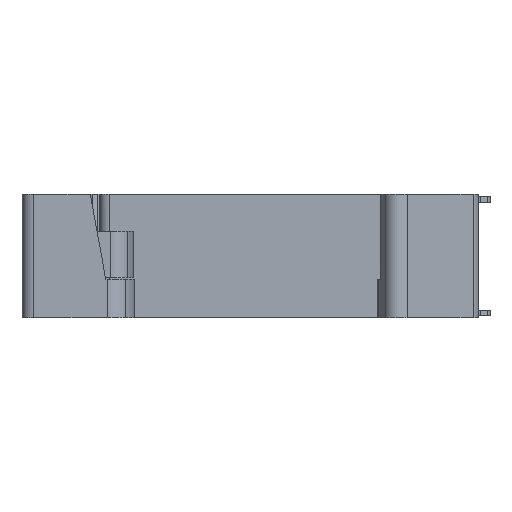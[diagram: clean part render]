
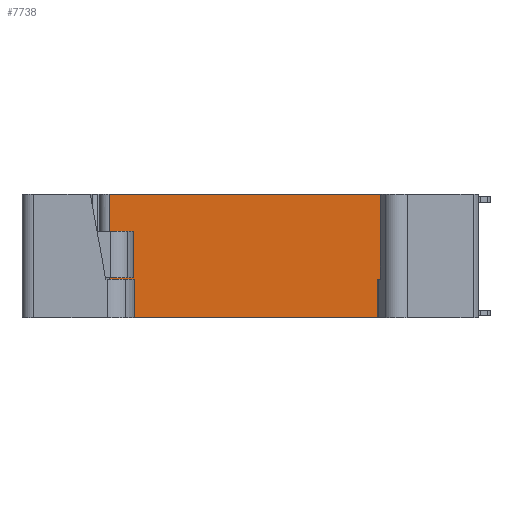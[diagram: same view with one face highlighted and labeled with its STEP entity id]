
A CAD part, front view. The second image highlights one B-rep face of the part: STEP entity #7738.
In plain terms, the highlighted planar face has unit normal (0, -1, 0).
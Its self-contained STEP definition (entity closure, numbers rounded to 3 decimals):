
#131=DIRECTION('',(1.,0.,0.));
#132=VECTOR('',#131,1.101);
#133=CARTESIAN_POINT('',(-18.295,-41.025,-3.));
#134=LINE('',#133,#132);
#498=DIRECTION('',(-1.,0.,0.));
#499=VECTOR('',#498,42.895);
#500=CARTESIAN_POINT('',(22.995,-41.025,8.));
#501=LINE('',#500,#499);
#777=DIRECTION('',(1.,0.,0.));
#778=VECTOR('',#777,1.605);
#779=CARTESIAN_POINT('',(-19.9,-41.025,-8.));
#780=LINE('',#779,#778);
#870=DIRECTION('',(0.,0.,-1.));
#871=VECTOR('',#870,11.);
#872=CARTESIAN_POINT('',(22.995,-41.025,8.));
#873=LINE('',#872,#871);
#874=DIRECTION('',(-1.,0.,0.));
#875=VECTOR('',#874,34.695);
#876=CARTESIAN_POINT('',(17.5,-41.025,-8.));
#877=LINE('',#876,#875);
#878=DIRECTION('',(1.,0.,0.));
#879=VECTOR('',#878,1.974);
#880=CARTESIAN_POINT('',(-18.978,-41.025,
-2.8));
#881=LINE('',#880,#879);
#882=DIRECTION('',(1.,0.,0.));
#883=VECTOR('',#882,4.7);
#884=CARTESIAN_POINT('',(17.494,-41.025,-2.8));
#885=LINE('',#884,#883);
#890=DIRECTION('',(0.,0.,1.));
#891=VECTOR('',#890,5.);
#892=CARTESIAN_POINT('',(-18.295,-41.025,-8.));
#893=LINE('',#892,#891);
#938=DIRECTION('',(0.,0.,-1.));
#939=VECTOR('',#938,16.);
#940=CARTESIAN_POINT('',(-19.9,-41.025,8.));
#941=LINE('',#940,#939);
#954=DIRECTION('',(1.,0.,0.));
#955=VECTOR('',#954,5.495);
#956=CARTESIAN_POINT('',(17.5,-41.025,-3.));
#957=LINE('',#956,#955);
#4924=DIRECTION('',(0.,0.,1.));
#4925=VECTOR('',#4924,5.);
#4926=CARTESIAN_POINT('',(17.5,-41.025,-8.));
#4927=LINE('',#4926,#4925);
#4928=DIRECTION('',(0.,0.,-1.));
#4929=VECTOR('',#4928,5.);
#4930=CARTESIAN_POINT('',(-17.195,-41.025,-3.));
#4931=LINE('',#4930,#4929);
#5034=DIRECTION('',(0.,0.,1.));
#5035=VECTOR('',#5034,6.);
#5036=CARTESIAN_POINT('',(-18.978,-41.025,
-2.8));
#5037=LINE('',#5036,#5035);
#5134=DIRECTION('',(0.,0.,-1.));
#5135=VECTOR('',#5134,6.);
#5136=CARTESIAN_POINT('',(-17.003,-41.025,
3.2));
#5137=LINE('',#5136,#5135);
#5142=DIRECTION('',(1.,0.,0.));
#5143=VECTOR('',#5142,1.974);
#5144=CARTESIAN_POINT('',(-18.978,-41.025,
3.2));
#5145=LINE('',#5144,#5143);
#5283=DIRECTION('',(0.,0.,1.));
#5284=VECTOR('',#5283,6.);
#5285=CARTESIAN_POINT('',(17.494,-41.025,
-2.8));
#5286=LINE('',#5285,#5284);
#5319=DIRECTION('',(0.,0.,-1.));
#5320=VECTOR('',#5319,6.);
#5321=CARTESIAN_POINT('',(22.193,-41.025,3.2));
#5322=LINE('',#5321,#5320);
#5323=DIRECTION('',(1.,0.,0.));
#5324=VECTOR('',#5323,4.7);
#5325=CARTESIAN_POINT('',(17.494,-41.025,3.2));
#5326=LINE('',#5325,#5324);
#5530=CARTESIAN_POINT('',(-18.295,-41.025,-3.));
#5531=VERTEX_POINT('',#5530);
#5532=CARTESIAN_POINT('',(-17.195,-41.025,-3.));
#5533=VERTEX_POINT('',#5532);
#5716=CARTESIAN_POINT('',(22.995,-41.025,8.));
#5717=VERTEX_POINT('',#5716);
#5718=CARTESIAN_POINT('',(-19.9,-41.025,8.));
#5719=VERTEX_POINT('',#5718);
#5726=CARTESIAN_POINT('',(17.5,-41.025,-8.));
#5727=CARTESIAN_POINT('',(-17.195,-41.025,-8.));
#5728=VERTEX_POINT('',#5726);
#5729=VERTEX_POINT('',#5727);
#5841=CARTESIAN_POINT('',(-19.9,-41.025,-8.));
#5843=VERTEX_POINT('',#5841);
#5844=CARTESIAN_POINT('',(-18.295,-41.025,-8.));
#5845=VERTEX_POINT('',#5844);
#5910=CARTESIAN_POINT('',(22.995,-41.025,-3.));
#5911=VERTEX_POINT('',#5910);
#5912=CARTESIAN_POINT('',(17.5,-41.025,-3.));
#5913=VERTEX_POINT('',#5912);
#5914=CARTESIAN_POINT('',(-18.978,-41.025,
-2.8));
#5915=CARTESIAN_POINT('',(-17.003,-41.025,
-2.8));
#5916=VERTEX_POINT('',#5914);
#5917=VERTEX_POINT('',#5915);
#5918=CARTESIAN_POINT('',(-17.003,-41.025,
3.2));
#5919=VERTEX_POINT('',#5918);
#5920=CARTESIAN_POINT('',(-18.978,-41.025,
3.2));
#5921=VERTEX_POINT('',#5920);
#5922=CARTESIAN_POINT('',(17.494,-41.025,
-2.8));
#5923=CARTESIAN_POINT('',(22.193,-41.025,
-2.8));
#5924=VERTEX_POINT('',#5922);
#5925=VERTEX_POINT('',#5923);
#5926=CARTESIAN_POINT('',(22.193,-41.025,3.2));
#5927=VERTEX_POINT('',#5926);
#5928=CARTESIAN_POINT('',(17.494,-41.025,3.2));
#5929=VERTEX_POINT('',#5928);
#7695=CARTESIAN_POINT('',(-16.194,-41.025,8.));
#7696=DIRECTION('',(0.,-1.,0.));
#7697=DIRECTION('',(1.,0.,0.));
#7698=AXIS2_PLACEMENT_3D('',#7695,#7696,#7697);
#7699=PLANE('',#7698);
#7700=ORIENTED_EDGE('',*,*,#7180,.F.);
#7702=ORIENTED_EDGE('',*,*,#7701,.F.);
#7703=ORIENTED_EDGE('',*,*,#7639,.F.);
#7705=ORIENTED_EDGE('',*,*,#7704,.F.);
#7706=ORIENTED_EDGE('',*,*,#7443,.F.);
#7708=ORIENTED_EDGE('',*,*,#7707,.T.);
#7710=ORIENTED_EDGE('',*,*,#7709,.F.);
#7712=ORIENTED_EDGE('',*,*,#7711,.F.);
#7713=ORIENTED_EDGE('',*,*,#7509,.T.);
#7715=ORIENTED_EDGE('',*,*,#7714,.F.);
#7716=EDGE_LOOP('',(#7700,#7702,#7703,#7705,#7706,#7708,#7710,#7712,#7713,
#7715));
#7717=FACE_OUTER_BOUND('',#7716,.F.);
#7719=ORIENTED_EDGE('',*,*,#7718,.T.);
#7721=ORIENTED_EDGE('',*,*,#7720,.F.);
#7723=ORIENTED_EDGE('',*,*,#7722,.F.);
#7725=ORIENTED_EDGE('',*,*,#7724,.F.);
#7726=EDGE_LOOP('',(#7719,#7721,#7723,#7725));
#7727=FACE_BOUND('',#7726,.F.);
#7729=ORIENTED_EDGE('',*,*,#7728,.T.);
#7731=ORIENTED_EDGE('',*,*,#7730,.F.);
#7733=ORIENTED_EDGE('',*,*,#7732,.F.);
#7735=ORIENTED_EDGE('',*,*,#7734,.F.);
#7736=EDGE_LOOP('',(#7729,#7731,#7733,#7735));
#7737=FACE_BOUND('',#7736,.F.);
#7180=EDGE_CURVE('',#5531,#5533,#134,.T.);
#7443=EDGE_CURVE('',#5717,#5719,#501,.T.);
#7509=EDGE_CURVE('',#5728,#5729,#877,.T.);
#7639=EDGE_CURVE('',#5843,#5845,#780,.T.);
#7701=EDGE_CURVE('',#5845,#5531,#893,.T.);
#7704=EDGE_CURVE('',#5719,#5843,#941,.T.);
#7707=EDGE_CURVE('',#5717,#5911,#873,.T.);
#7709=EDGE_CURVE('',#5913,#5911,#957,.T.);
#7711=EDGE_CURVE('',#5728,#5913,#4927,.T.);
#7714=EDGE_CURVE('',#5533,#5729,#4931,.T.);
#7718=EDGE_CURVE('',#5916,#5917,#881,.T.);
#7720=EDGE_CURVE('',#5919,#5917,#5137,.T.);
#7722=EDGE_CURVE('',#5921,#5919,#5145,.T.);
#7724=EDGE_CURVE('',#5916,#5921,#5037,.T.);
#7728=EDGE_CURVE('',#5924,#5925,#885,.T.);
#7730=EDGE_CURVE('',#5927,#5925,#5322,.T.);
#7732=EDGE_CURVE('',#5929,#5927,#5326,.T.);
#7734=EDGE_CURVE('',#5924,#5929,#5286,.T.);
#7738=ADVANCED_FACE('',(#7717,#7727,#7737),#7699,.T.);
